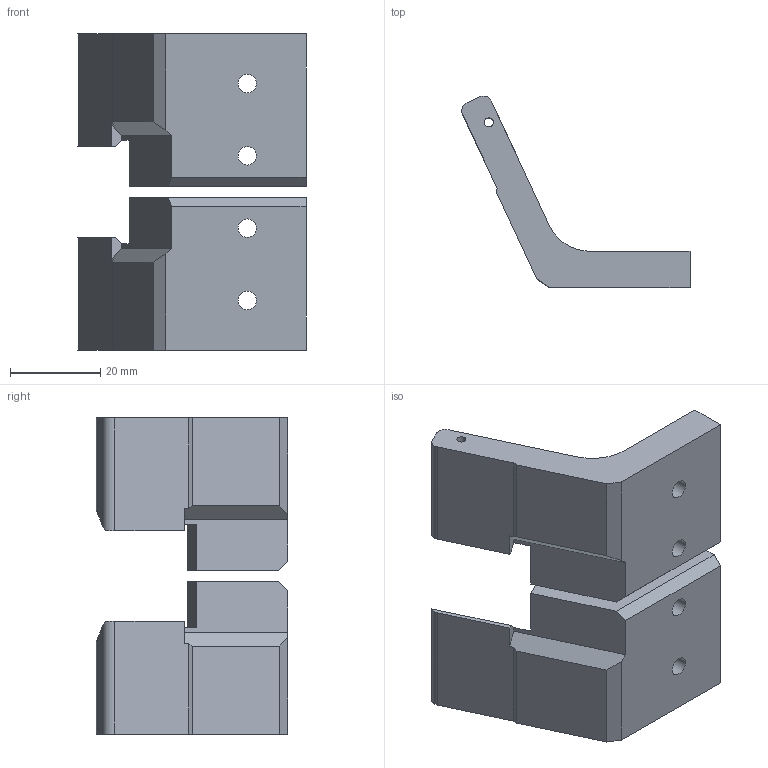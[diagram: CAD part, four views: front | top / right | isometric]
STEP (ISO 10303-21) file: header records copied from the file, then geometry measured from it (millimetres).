
FILE_DESCRIPTION(/* description */ (''),/* implementation_level */ '2;1');
FILE_NAME(/* name */ 'Lüftmotorhalter',/* time_stamp */ '2024-11-12T21:45:25+01:00',/* author */ (''),/* organization */ ('Focke & Co'),/* preprocessor_version */ 'ST-DEVELOPER v19.4',/* originating_system */ 'Solid Edge',/* authorisation */ 'Unknown');
FILE_SCHEMA (('AUTOMOTIVE_DESIGN {1 0 10303 214 3 1 1}'));
Length unit declared in the file: millimetre
Products named in the file (1): Lüftmotorhalter
Bounding box: 50.48 x 42.38 x 70 mm (x, y, z)
Volume: 31070.1 mm3; surface area: 12083.1 mm2
Topology: 2 solids, 2 shells, 48 faces, 138 edges, 94 vertices
Faces by surface type: plane 36, cylinder 12
Full cylindrical faces by diameter (mm): 2 x2, 4.1 x4
Entity records: 1551 total; most frequent: CARTESIAN_POINT 263, ORIENTED_EDGE 252, DIRECTION 250, EDGE_CURVE 126, LINE 100, VECTOR 100, VERTEX_POINT 88, AXIS2_PLACEMENT_3D 75
